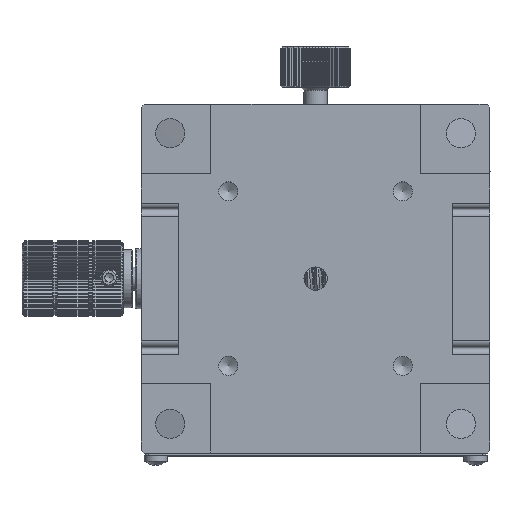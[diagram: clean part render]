
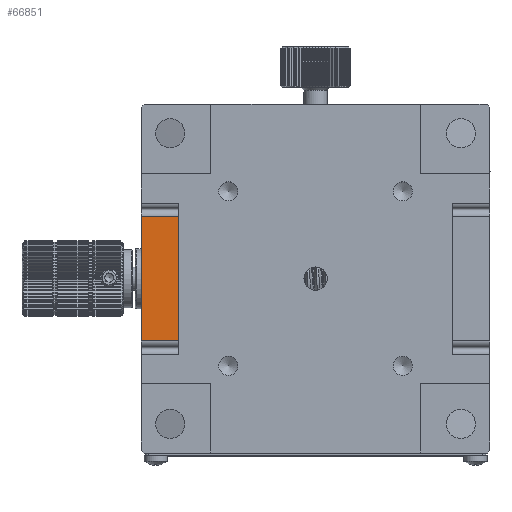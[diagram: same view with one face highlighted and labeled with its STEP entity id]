
A CAD part, top view. The second image highlights one B-rep face of the part: STEP entity #66851.
In plain terms, the highlighted planar face has unit normal (0, 0, 1).
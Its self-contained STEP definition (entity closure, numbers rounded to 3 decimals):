
#816 = ORIENTED_EDGE ( 'NONE', *, *, #63638, .F. ) ;
#1310 = DIRECTION ( 'NONE',  ( 1., 0., 0. ) ) ;
#3560 = VERTEX_POINT ( 'NONE', #6668 ) ;
#4509 = ORIENTED_EDGE ( 'NONE', *, *, #14191, .F. ) ;
#6199 = EDGE_CURVE ( 'NONE', #69286, #3560, #34207, .T. ) ;
#6668 = CARTESIAN_POINT ( 'NONE',  ( -30., -10.7, 79.5 ) ) ;
#6944 = DIRECTION ( 'NONE',  ( -1., 0., 0. ) ) ;
#8612 = VECTOR ( 'NONE', #17956, 1000. ) ;
#13903 = CARTESIAN_POINT ( 'NONE',  ( -30., -11.9, 79.5 ) ) ;
#14191 = EDGE_CURVE ( 'NONE', #26293, #69286, #63150, .T. ) ;
#16183 = EDGE_LOOP ( 'NONE', ( #816, #36292, #24119, #4509 ) ) ;
#16444 = CARTESIAN_POINT ( 'NONE',  ( -23.5, -11.9, 79.5 ) ) ;
#17956 = DIRECTION ( 'NONE',  ( -1., 0., 0. ) ) ;
#19198 = LINE ( 'NONE', #13903, #48487 ) ;
#21130 = AXIS2_PLACEMENT_3D ( 'NONE', #46955, #64655, #6944 ) ;
#23663 = LINE ( 'NONE', #46642, #41230 ) ;
#24119 = ORIENTED_EDGE ( 'NONE', *, *, #6199, .F. ) ;
#26293 = VERTEX_POINT ( 'NONE', #38608 ) ;
#28882 = VECTOR ( 'NONE', #33777, 1000. ) ;
#33473 = EDGE_CURVE ( 'NONE', #3560, #49642, #19198, .T. ) ;
#33777 = DIRECTION ( 'NONE',  ( 0., -1., 0. ) ) ;
#34207 = LINE ( 'NONE', #35694, #8612 ) ;
#35694 = CARTESIAN_POINT ( 'NONE',  ( -30., -10.7, 79.5 ) ) ;
#36292 = ORIENTED_EDGE ( 'NONE', *, *, #33473, .F. ) ;
#38608 = CARTESIAN_POINT ( 'NONE',  ( -23.5, 10.7, 79.5 ) ) ;
#41230 = VECTOR ( 'NONE', #1310, 1000. ) ;
#42567 = DIRECTION ( 'NONE',  ( 0., 1., 0. ) ) ;
#46642 = CARTESIAN_POINT ( 'NONE',  ( -30., 10.7, 79.5 ) ) ;
#46955 = CARTESIAN_POINT ( 'NONE',  ( -30., -11.9, 79.5 ) ) ;
#48487 = VECTOR ( 'NONE', #42567, 1000. ) ;
#49642 = VERTEX_POINT ( 'NONE', #57933 ) ;
#53747 = FACE_OUTER_BOUND ( 'NONE', #16183, .T. ) ;
#57933 = CARTESIAN_POINT ( 'NONE',  ( -30., 10.7, 79.5 ) ) ;
#63150 = LINE ( 'NONE', #16444, #28882 ) ;
#63638 = EDGE_CURVE ( 'NONE', #49642, #26293, #23663, .T. ) ;
#64655 = DIRECTION ( 'NONE',  ( 0., 0., -1. ) ) ;
#65772 = PLANE ( 'NONE',  #21130 ) ;
#66851 = ADVANCED_FACE ( 'NONE', ( #53747 ), #65772, .F. ) ;
#69286 = VERTEX_POINT ( 'NONE', #72077 ) ;
#72077 = CARTESIAN_POINT ( 'NONE',  ( -23.5, -10.7, 79.5 ) ) ;
